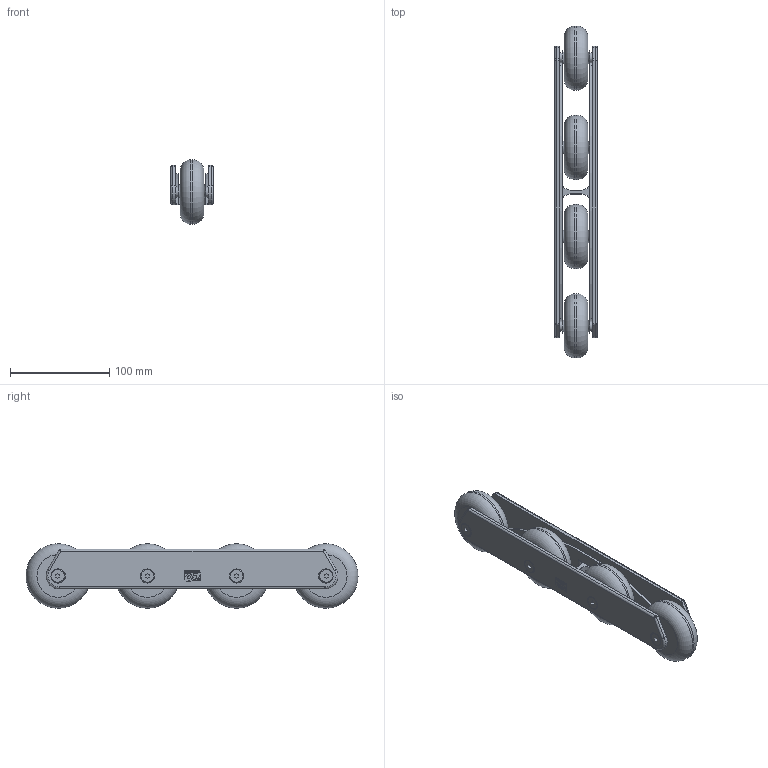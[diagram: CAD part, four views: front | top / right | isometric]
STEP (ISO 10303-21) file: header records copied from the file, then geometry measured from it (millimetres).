
FILE_DESCRIPTION(/* description */ (''),/* implementation_level */ '2;1');
FILE_NAME(/* name */ 'Sample Wall 270mm.step',/* time_stamp */ '2021-10-05T19:54:20-04:00',/* author */ (''),/* organization */ (''),/* preprocessor_version */ 'ST-DEVELOPER v18.1',/* originating_system */ 'Autodesk Translation Framework v10.10.0.1391',/* authorisation */ '');
FILE_SCHEMA (('AUTOMOTIVE_DESIGN { 1 0 10303 214 3 1 1 }'));
Length unit declared in the file: millimetre
Products named in the file (1): Sample Wall 270mm
Bounding box: 43.05 x 335 x 65 mm (x, y, z)
Volume: 422378.2 mm3; surface area: 109850.5 mm2
Topology: 21 solids, 21 shells, 1208 faces, 3168 edges, 2062 vertices
Faces by surface type: cylinder 396, plane 388, bspline 342, torus 66, cone 12, sphere 4
Full cylindrical faces by diameter (mm): 4.744 x12, 5.035 x24, 5.884 x28, 6 x4, 6.147 x12, 7.9 x4, 8.1 x8, 10.1 x12, 10.2 x4, 13.9 x4, 14.2 x2, 15 x8, 65 x4
Entity records: 55687 total; most frequent: CARTESIAN_POINT 28655, ORIENTED_EDGE 6328, DIRECTION 4262, EDGE_CURVE 3164, VERTEX_POINT 2062, LINE 1548, VECTOR 1548, AXIS2_PLACEMENT_3D 1357
